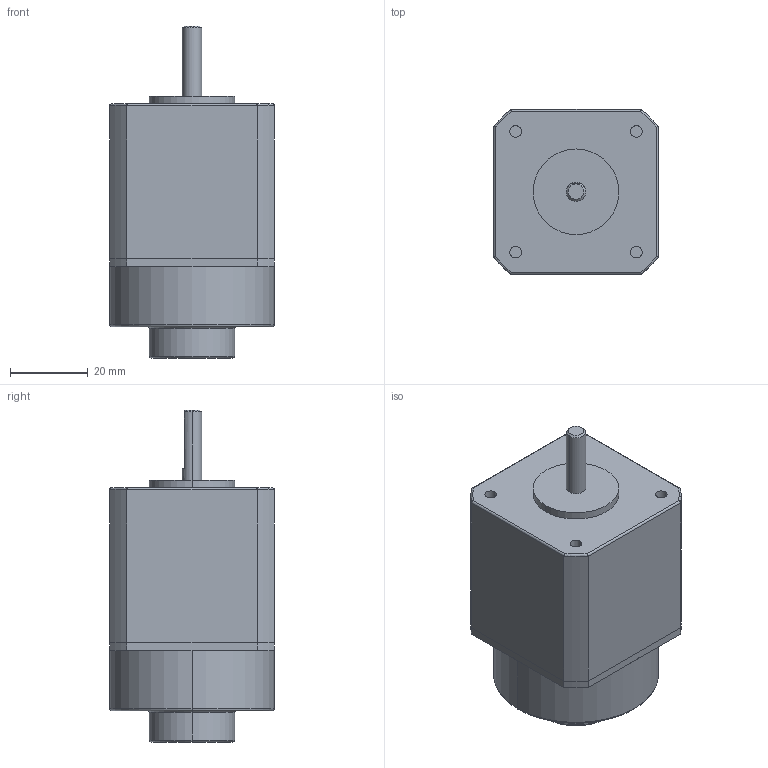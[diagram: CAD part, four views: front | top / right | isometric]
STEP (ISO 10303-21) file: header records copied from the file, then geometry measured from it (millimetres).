
FILE_DESCRIPTION (( 'STEP AP214' ), '1' );
FILE_NAME ('AM17HD2438-BR01.STEP', '2016-06-17T02:44:07', ( 'jrww' ), ( 'jrww' ), 'SwSTEP 2.0', 'SolidWorks 2011', '' );
FILE_SCHEMA (( 'AUTOMOTIVE_DESIGN' ));
Length unit declared in the file: millimetre
Products named in the file (1): AM17HD2438-BR01
Bounding box: 42.3 x 42.3 x 85.3 mm (x, y, z)
Volume: 99083.5 mm3; surface area: 16785.5 mm2
Topology: 2 solids, 2 shells, 66 faces, 142 edges, 87 vertices
Faces by surface type: cylinder 28, plane 25, torus 10, cone 3
Entity records: 1870 total; most frequent: CARTESIAN_POINT 350, DIRECTION 337, ORIENTED_EDGE 284, EDGE_CURVE 142, AXIS2_PLACEMENT_3D 138, VERTEX_POINT 87, EDGE_LOOP 73, CIRCLE 71
